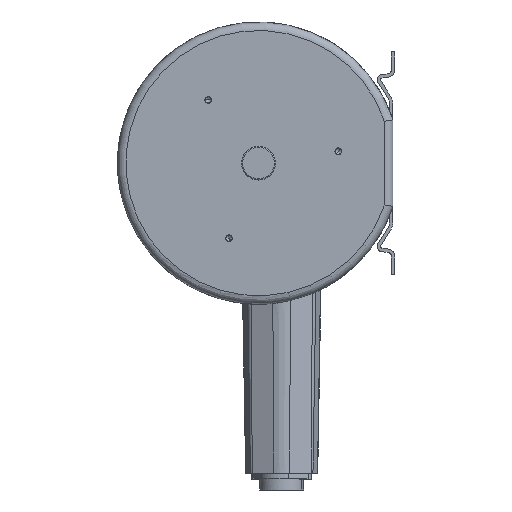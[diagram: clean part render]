
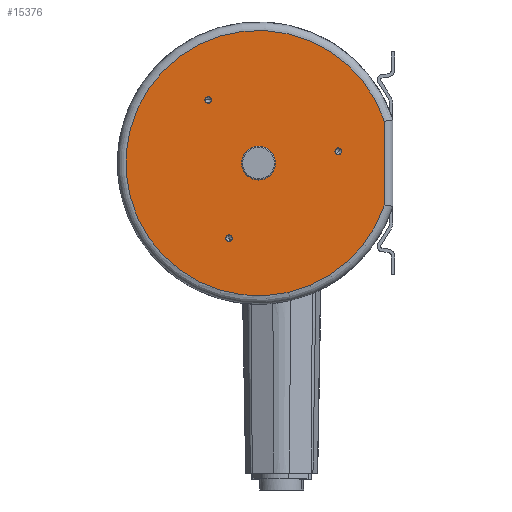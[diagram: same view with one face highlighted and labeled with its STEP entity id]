
A CAD part, left-side view. The second image highlights one B-rep face of the part: STEP entity #15376.
In plain terms, the highlighted planar face has unit normal (-1, 0, 0).
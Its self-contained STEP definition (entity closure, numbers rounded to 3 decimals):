
#320=CARTESIAN_POINT('',(-253.,0.,0.));
#321=DIRECTION('',(-1.,0.,0.));
#322=DIRECTION('',(0.,0.,1.));
#323=AXIS2_PLACEMENT_3D('',#320,#321,#322);
#325=CARTESIAN_POINT('',(-253.,0.,0.));
#326=DIRECTION('',(-1.,0.,0.));
#327=DIRECTION('',(0.,0.,-1.));
#328=AXIS2_PLACEMENT_3D('',#325,#326,#327);
#330=CARTESIAN_POINT('',(-253.,89.02,111.913));
#331=DIRECTION('',(-1.,0.,0.));
#332=DIRECTION('',(0.,1.,0.));
#333=AXIS2_PLACEMENT_3D('',#330,#331,#332);
#335=CARTESIAN_POINT('',(-253.,89.02,111.913));
#336=DIRECTION('',(-1.,0.,0.));
#337=DIRECTION('',(0.,-1.,0.));
#338=AXIS2_PLACEMENT_3D('',#335,#336,#337);
#340=CARTESIAN_POINT('',(-253.,52.41,-133.05));
#341=DIRECTION('',(-1.,0.,0.));
#342=DIRECTION('',(0.,-0.5,-0.866));
#343=AXIS2_PLACEMENT_3D('',#340,#341,#342);
#345=CARTESIAN_POINT('',(-253.,52.41,-133.05));
#346=DIRECTION('',(-1.,0.,0.));
#347=DIRECTION('',(0.,0.5,0.866));
#348=AXIS2_PLACEMENT_3D('',#345,#346,#347);
#350=CARTESIAN_POINT('',(-253.,-141.429,21.137));
#351=DIRECTION('',(-1.,0.,0.));
#352=DIRECTION('',(0.,-0.5,0.866));
#353=AXIS2_PLACEMENT_3D('',#350,#351,#352);
#355=CARTESIAN_POINT('',(-253.,-141.429,21.137));
#356=DIRECTION('',(-1.,0.,0.));
#357=DIRECTION('',(0.,0.5,-0.866));
#358=AXIS2_PLACEMENT_3D('',#355,#356,#357);
#360=DIRECTION('',(0.,0.,1.));
#361=VECTOR('',#360,148.331);
#362=CARTESIAN_POINT('',(-253.,-222.99,-74.166));
#363=LINE('',#362,#361);
#485=CARTESIAN_POINT('',(-253.,0.,0.));
#486=DIRECTION('',(-1.,0.,0.));
#487=DIRECTION('',(0.,-0.949,0.316));
#488=AXIS2_PLACEMENT_3D('',#485,#486,#487);
#506=CARTESIAN_POINT('',(-253.,-222.99,-74.166));
#1122=CARTESIAN_POINT('',(-253.,-222.99,74.166));
#13121=CARTESIAN_POINT('',(-253.,0.,30.));
#13122=CARTESIAN_POINT('',(-253.,0.,-30.));
#13123=VERTEX_POINT('',#13121);
#13124=VERTEX_POINT('',#13122);
#13134=VERTEX_POINT('',#506);
#13136=VERTEX_POINT('',#1122);
#13203=CARTESIAN_POINT('',(-253.,94.52,111.913));
#13204=CARTESIAN_POINT('',(-253.,83.52,111.913));
#13205=VERTEX_POINT('',#13203);
#13206=VERTEX_POINT('',#13204);
#13213=CARTESIAN_POINT('',(-253.,49.66,-137.813));
#13214=CARTESIAN_POINT('',(-253.,55.16,-128.287));
#13215=VERTEX_POINT('',#13213);
#13216=VERTEX_POINT('',#13214);
#13223=CARTESIAN_POINT('',(-253.,-144.179,25.9));
#13224=CARTESIAN_POINT('',(-253.,-138.679,16.374));
#13225=VERTEX_POINT('',#13223);
#13226=VERTEX_POINT('',#13224);
#15341=CARTESIAN_POINT('',(-253.,0.,0.));
#15342=DIRECTION('',(1.,0.,0.));
#15343=DIRECTION('',(0.,0.,-1.));
#15344=AXIS2_PLACEMENT_3D('',#15341,#15342,#15343);
#15345=PLANE('',#15344);
#15347=ORIENTED_EDGE('',*,*,#15346,.F.);
#15349=ORIENTED_EDGE('',*,*,#15348,.F.);
#15350=EDGE_LOOP('',(#15347,#15349));
#15351=FACE_OUTER_BOUND('',#15350,.F.);
#15353=ORIENTED_EDGE('',*,*,#15352,.T.);
#15355=ORIENTED_EDGE('',*,*,#15354,.T.);
#15356=EDGE_LOOP('',(#15353,#15355));
#15357=FACE_BOUND('',#15356,.F.);
#15359=ORIENTED_EDGE('',*,*,#15358,.T.);
#15361=ORIENTED_EDGE('',*,*,#15360,.T.);
#15362=EDGE_LOOP('',(#15359,#15361));
#15363=FACE_BOUND('',#15362,.F.);
#15365=ORIENTED_EDGE('',*,*,#15364,.T.);
#15367=ORIENTED_EDGE('',*,*,#15366,.T.);
#15368=EDGE_LOOP('',(#15365,#15367));
#15369=FACE_BOUND('',#15368,.F.);
#15371=ORIENTED_EDGE('',*,*,#15370,.T.);
#15373=ORIENTED_EDGE('',*,*,#15372,.T.);
#15374=EDGE_LOOP('',(#15371,#15373));
#15375=FACE_BOUND('',#15374,.F.);
#15376=ADVANCED_FACE('',(#15351,#15357,#15363,#15369,#15375),#15345,.F.);
#324=CIRCLE('',#323,30.);
#329=CIRCLE('',#328,30.);
#334=CIRCLE('',#333,5.5);
#339=CIRCLE('',#338,5.5);
#344=CIRCLE('',#343,5.5);
#349=CIRCLE('',#348,5.5);
#354=CIRCLE('',#353,5.5);
#359=CIRCLE('',#358,5.5);
#489=CIRCLE('',#488,235.);
#15346=EDGE_CURVE('',#13136,#13134,#489,.T.);
#15348=EDGE_CURVE('',#13134,#13136,#363,.T.);
#15352=EDGE_CURVE('',#13123,#13124,#324,.T.);
#15354=EDGE_CURVE('',#13124,#13123,#329,.T.);
#15358=EDGE_CURVE('',#13205,#13206,#334,.T.);
#15360=EDGE_CURVE('',#13206,#13205,#339,.T.);
#15364=EDGE_CURVE('',#13215,#13216,#344,.T.);
#15366=EDGE_CURVE('',#13216,#13215,#349,.T.);
#15370=EDGE_CURVE('',#13225,#13226,#354,.T.);
#15372=EDGE_CURVE('',#13226,#13225,#359,.T.);
